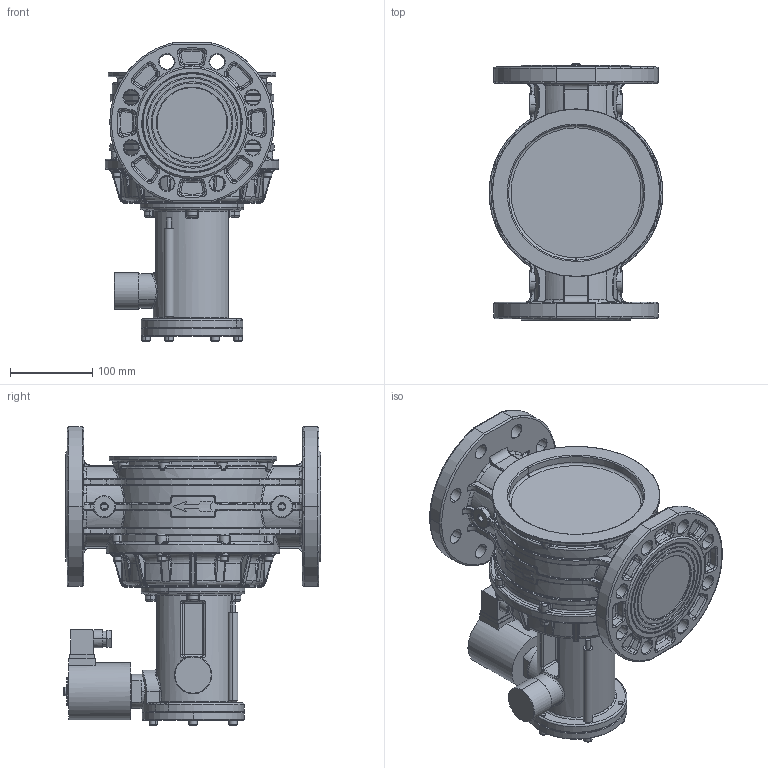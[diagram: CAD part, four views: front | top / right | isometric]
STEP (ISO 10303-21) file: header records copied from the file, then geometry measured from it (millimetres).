
FILE_DESCRIPTION(('CATIA V5 STEP Exchange'),'2;1');
FILE_NAME('STEP_837080_-_TST.stp','2019-01-24T10:34:46+00:00',('none'),('none'),'CATIA Version 5-6 Release 2016 SP4','CATIA V5 STEP AP203','none');
FILE_SCHEMA(('CONFIG_CONTROL_DESIGN'));
Products named in the file (1): 837080 - TST
Bounding box: 211 x 312.57 x 362.75 mm (x, y, z)
Volume: 7714732.8 mm3; surface area: 500665.6 mm2
Topology: 1 solids, 41 shells, 3859 faces, 9173 edges, 5443 vertices
Faces by surface type: cylinder 1022, bspline 929, torus 837, plane 755, cone 266, sphere 50
Entity records: 156969 total; most frequent: CARTESIAN_POINT 80908, ORIENTED_EDGE 18306, DIRECTION 11510, EDGE_CURVE 9157, AXIS2_PLACEMENT_3D 6209, VERTEX_POINT 5443, EDGE_LOOP 3988, ADVANCED_FACE 3859
